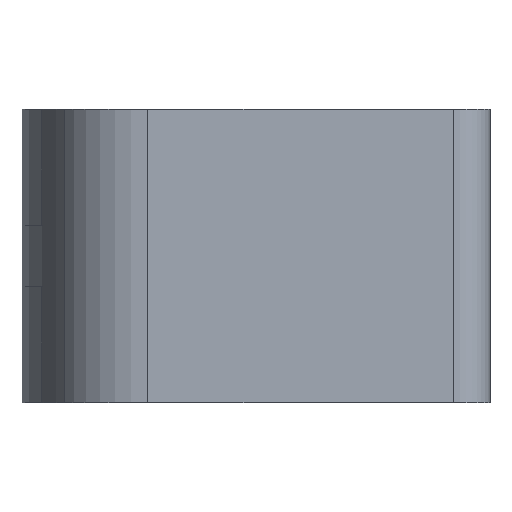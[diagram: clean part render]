
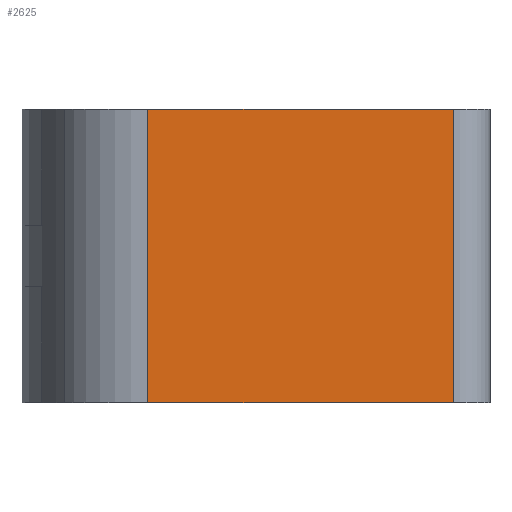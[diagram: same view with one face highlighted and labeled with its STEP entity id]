
A CAD part, left-side view. The second image highlights one B-rep face of the part: STEP entity #2625.
In plain terms, the highlighted planar face has unit normal (-1, 0, 0).
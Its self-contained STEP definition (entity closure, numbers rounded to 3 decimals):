
#24 = VERTEX_POINT ( 'NONE', #2356 ) ;
#37 = CARTESIAN_POINT ( 'NONE',  ( -4.125, -3.5, 3. ) ) ;
#217 = VECTOR ( 'NONE', #2966, 1000. ) ;
#259 = LINE ( 'NONE', #279, #1094 ) ;
#279 = CARTESIAN_POINT ( 'NONE',  ( -4.125, -2.75, -3. ) ) ;
#301 = PLANE ( 'NONE',  #897 ) ;
#346 = DIRECTION ( 'NONE',  ( 0., -1., 0. ) ) ;
#348 = FACE_OUTER_BOUND ( 'NONE', #2194, .T. ) ;
#529 = CARTESIAN_POINT ( 'NONE',  ( -4.125, 3.506, -3. ) ) ;
#593 = LINE ( 'NONE', #1581, #954 ) ;
#897 = AXIS2_PLACEMENT_3D ( 'NONE', #2802, #2054, #1848 ) ;
#954 = VECTOR ( 'NONE', #346, 1000. ) ;
#1094 = VECTOR ( 'NONE', #1770, 1000. ) ;
#1096 = ORIENTED_EDGE ( 'NONE', *, *, #1436, .F. ) ;
#1223 = CARTESIAN_POINT ( 'NONE',  ( -4.125, -2.75, 3. ) ) ;
#1228 = VERTEX_POINT ( 'NONE', #1223 ) ;
#1276 = LINE ( 'NONE', #529, #1365 ) ;
#1365 = VECTOR ( 'NONE', #2007, 1000. ) ;
#1436 = EDGE_CURVE ( 'NONE', #2395, #1228, #1498, .T. ) ;
#1498 = LINE ( 'NONE', #37, #217 ) ;
#1581 = CARTESIAN_POINT ( 'NONE',  ( -4.125, -3.5, -3. ) ) ;
#1589 = VERTEX_POINT ( 'NONE', #3046 ) ;
#1734 = ORIENTED_EDGE ( 'NONE', *, *, #1743, .T. ) ;
#1743 = EDGE_CURVE ( 'NONE', #24, #1228, #259, .T. ) ;
#1770 = DIRECTION ( 'NONE',  ( 0., 0., 1. ) ) ;
#1821 = ORIENTED_EDGE ( 'NONE', *, *, #2467, .T. ) ;
#1848 = DIRECTION ( 'NONE',  ( 0., 0., 1. ) ) ;
#2007 = DIRECTION ( 'NONE',  ( 0., 0., -1. ) ) ;
#2020 = ORIENTED_EDGE ( 'NONE', *, *, #3004, .T. ) ;
#2054 = DIRECTION ( 'NONE',  ( -1., 0., 0. ) ) ;
#2194 = EDGE_LOOP ( 'NONE', ( #2020, #1734, #1096, #1821 ) ) ;
#2356 = CARTESIAN_POINT ( 'NONE',  ( -4.125, -2.75, -3. ) ) ;
#2395 = VERTEX_POINT ( 'NONE', #2429 ) ;
#2429 = CARTESIAN_POINT ( 'NONE',  ( -4.125, 3.506, 3. ) ) ;
#2467 = EDGE_CURVE ( 'NONE', #2395, #1589, #1276, .T. ) ;
#2625 = ADVANCED_FACE ( 'NONE', ( #348 ), #301, .T. ) ;
#2802 = CARTESIAN_POINT ( 'NONE',  ( -4.125, -3.5, -3. ) ) ;
#2966 = DIRECTION ( 'NONE',  ( 0., -1., 0. ) ) ;
#3004 = EDGE_CURVE ( 'NONE', #1589, #24, #593, .T. ) ;
#3046 = CARTESIAN_POINT ( 'NONE',  ( -4.125, 3.506, -3. ) ) ;
